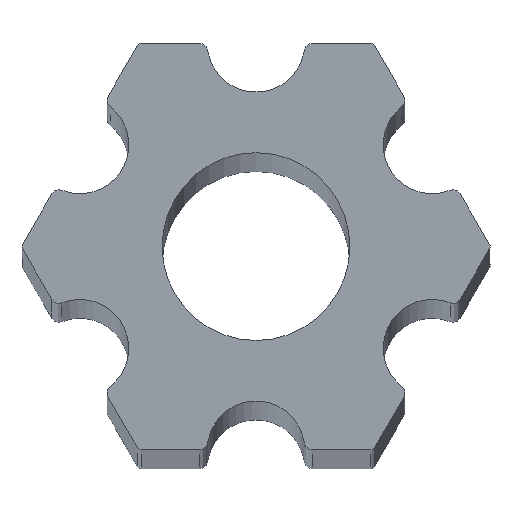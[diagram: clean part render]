
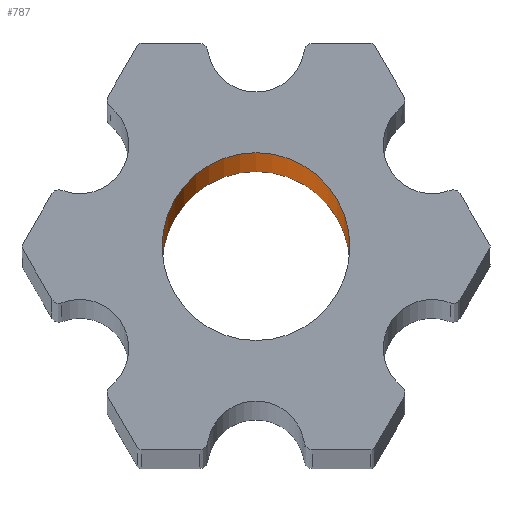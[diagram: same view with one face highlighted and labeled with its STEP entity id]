
A CAD part, top view. The second image highlights one B-rep face of the part: STEP entity #787.
In plain terms, the highlighted cylindrical face has radius 2.934 mm (diameter 5.867 mm), a full revolution.
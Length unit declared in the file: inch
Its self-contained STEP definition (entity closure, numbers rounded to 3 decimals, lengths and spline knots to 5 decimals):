
#14=FACE_BOUND($,#109,.T.);
#67=FACE_OUTER_BOUND($,#108,.T.);
#108=EDGE_LOOP($,(#682));
#109=EDGE_LOOP($,(#683));
#278=CIRCLE($,#876,0.1155);
#279=CIRCLE($,#878,0.1155);
#352=VERTEX_POINT($,#1338);
#353=VERTEX_POINT($,#1341);
#462=EDGE_CURVE($,#352,#352,#278,.T.);
#463=EDGE_CURVE($,#353,#353,#279,.T.);
#682=ORIENTED_EDGE($,*,*,#462,.F.);
#683=ORIENTED_EDGE($,*,*,#463,.T.);
#708=CYLINDRICAL_SURFACE($,#879,0.1155);
#787=ADVANCED_FACE($,(#67,#14),#708,.F.);
#876=AXIS2_PLACEMENT_3D($,#1339,#1112,#1113);
#878=AXIS2_PLACEMENT_3D($,#1342,#1116,#1117);
#879=AXIS2_PLACEMENT_3D($,#1343,#1118,#1119);
#1112=DIRECTION('center_axis',(0.,0.,1.));
#1113=DIRECTION('ref_axis',(-1.,0.,0.));
#1116=DIRECTION('center_axis',(0.,0.,1.));
#1117=DIRECTION('ref_axis',(-1.,0.,0.));
#1118=DIRECTION('center_axis',(0.,0.,1.));
#1119=DIRECTION('ref_axis',(1.,0.,0.));
#1338=CARTESIAN_POINT('',(-0.1155,0.,4.75));
#1339=CARTESIAN_POINT('Origin',(0.,0.,
4.75));
#1341=CARTESIAN_POINT('',(-0.1155,0.,18.));
#1342=CARTESIAN_POINT('Origin',(0.,0.,
18.));
#1343=CARTESIAN_POINT('Origin',(0.,0.,
4.75));
